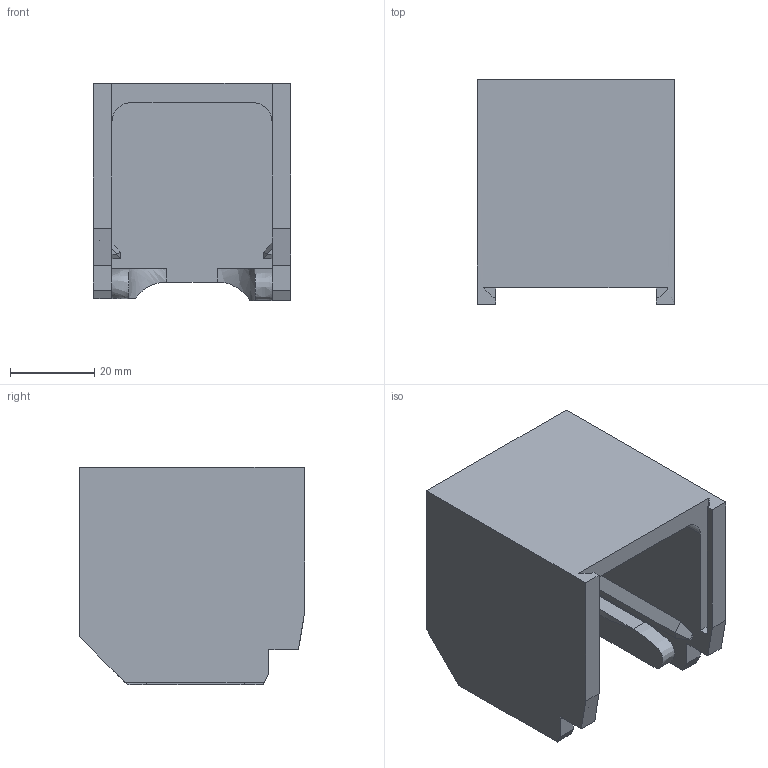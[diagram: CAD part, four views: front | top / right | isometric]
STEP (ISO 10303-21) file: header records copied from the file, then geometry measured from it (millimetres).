
FILE_DESCRIPTION(/* description */ (''),/* implementation_level */ '2;1');
FILE_NAME(/* name */ 'pellet_x_carriage.step',/* time_stamp */ '2026-02-07T10:39:55-03:00',/* author */ (''),/* organization */ (''),/* preprocessor_version */ 'ST-DEVELOPER v20.1',/* originating_system */ 'Autodesk Translation Framework v14.24.0.0',/* authorisation */ '');
FILE_SCHEMA (('AUTOMOTIVE_DESIGN { 1 0 10303 214 3 1 1 }'));
Length unit declared in the file: millimetre
Products named in the file (1): pellet_x_carriage
Bounding box: 47 x 53.5 x 51.61 mm (x, y, z)
Volume: 44952.7 mm3; surface area: 19400.2 mm2
Topology: 1 solids, 1 shells, 57 faces, 194 edges, 139 vertices
Faces by surface type: plane 44, cylinder 9, bspline 4
Entity records: 17918 total; most frequent: CARTESIAN_POINT 16221, ORIENTED_EDGE 386, DIRECTION 293, EDGE_CURVE 193, LINE 161, VECTOR 161, VERTEX_POINT 139, AXIS2_PLACEMENT_3D 66
